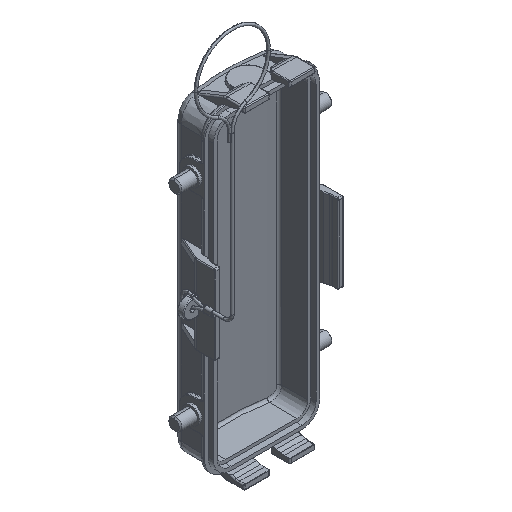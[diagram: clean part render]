
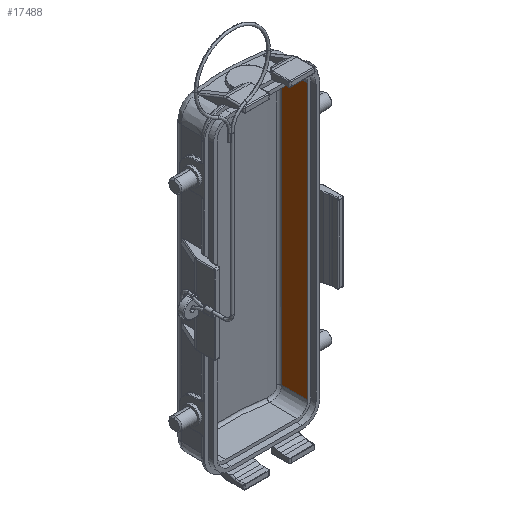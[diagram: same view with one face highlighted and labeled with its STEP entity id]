
A CAD part, isometric view. The second image highlights one B-rep face of the part: STEP entity #17488.
In plain terms, the highlighted planar face has unit normal (-1, -0.009, 0).
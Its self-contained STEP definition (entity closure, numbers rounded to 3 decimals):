
#1972 = EDGE_LOOP ( 'NONE', ( #8543, #8546, #8547, #8545 ) ) ;
#3338 = LINE ( 'NONE', #3339, #14792 ) ;
#3339 = CARTESIAN_POINT ( 'NONE',  ( 17.464, 1.814, -61.153 ) ) ;
#3340 = DIRECTION ( 'NONE',  ( 0., 0., 1. ) ) ;
#3341 = LINE ( 'NONE', #3342, #14794 ) ;
#3342 = CARTESIAN_POINT ( 'NONE',  ( 17.55, -8., -51.95 ) ) ;
#3343 = DIRECTION ( 'NONE',  ( -0.009, 1., 0. ) ) ;
#3389 = LINE ( 'NONE', #3390, #14806 ) ;
#3390 = CARTESIAN_POINT ( 'NONE',  ( 17.55, -8., 51.95 ) ) ;
#3391 = DIRECTION ( 'NONE',  ( 0.009, -1., 0. ) ) ;
#3395 = LINE ( 'NONE', #3396, #14808 ) ;
#3396 = CARTESIAN_POINT ( 'NONE',  ( 17.55, -8., 0. ) ) ;
#3397 = DIRECTION ( 'NONE',  ( 0., 0., -1. ) ) ;
#7152 = PLANE ( 'NONE',  #18304 ) ;
#7153 = CARTESIAN_POINT ( 'NONE',  ( 17.55, -8., -61.153 ) ) ;
#7154 = DIRECTION ( 'NONE',  ( 1., 0.009, 0. ) ) ;
#7155 = DIRECTION ( 'NONE',  ( -0.009, 1., 0. ) ) ;
#8543 = ORIENTED_EDGE ( 'NONE', *, *, #12865, .F. ) ;
#8545 = ORIENTED_EDGE ( 'NONE', *, *, #12867, .F. ) ;
#8546 = ORIENTED_EDGE ( 'NONE', *, *, #12851, .F. ) ;
#8547 = ORIENTED_EDGE ( 'NONE', *, *, #12852, .F. ) ;
#9789 = CARTESIAN_POINT ( 'NONE',  ( 17.464, 1.814, -51.95 ) ) ;
#9803 = CARTESIAN_POINT ( 'NONE',  ( 17.464, 1.814, 51.95 ) ) ;
#11541 = CARTESIAN_POINT ( 'NONE',  ( 17.55, -8., 51.95 ) ) ;
#11698 = CARTESIAN_POINT ( 'NONE',  ( 17.55, -8., -51.95 ) ) ;
#12851 = EDGE_CURVE ( 'NONE', #16173, #16189, #3338, .T. ) ;
#12852 = EDGE_CURVE ( 'NONE', #15995, #16173, #3341, .T. ) ;
#12865 = EDGE_CURVE ( 'NONE', #16189, #15249, #3389, .T. ) ;
#12867 = EDGE_CURVE ( 'NONE', #15249, #15995, #3395, .T. ) ;
#14792 = VECTOR ( 'NONE', #3340, 1000. ) ;
#14794 = VECTOR ( 'NONE', #3343, 1000. ) ;
#14806 = VECTOR ( 'NONE', #3391, 1000. ) ;
#14808 = VECTOR ( 'NONE', #3397, 1000. ) ;
#15249 = VERTEX_POINT ( 'NONE', #11541 ) ;
#15995 = VERTEX_POINT ( 'NONE', #11698 ) ;
#16173 = VERTEX_POINT ( 'NONE', #9789 ) ;
#16189 = VERTEX_POINT ( 'NONE', #9803 ) ;
#17488 = ADVANCED_FACE ( 'NONE', ( #18300 ), #7152, .F. ) ;
#18300 = FACE_OUTER_BOUND ( 'NONE', #1972, .T. ) ;
#18304 = AXIS2_PLACEMENT_3D ( 'NONE', #7153, #7154, #7155 ) ;
